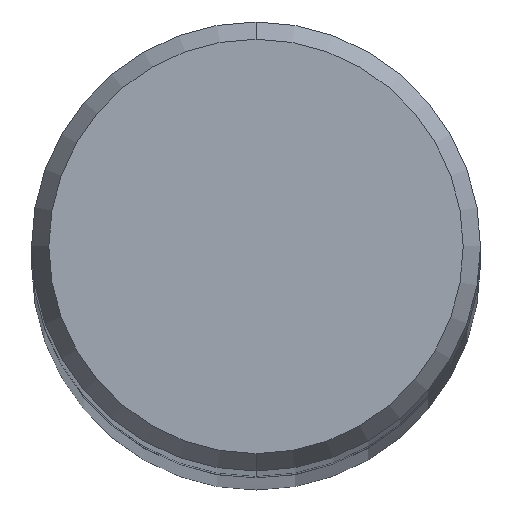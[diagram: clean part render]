
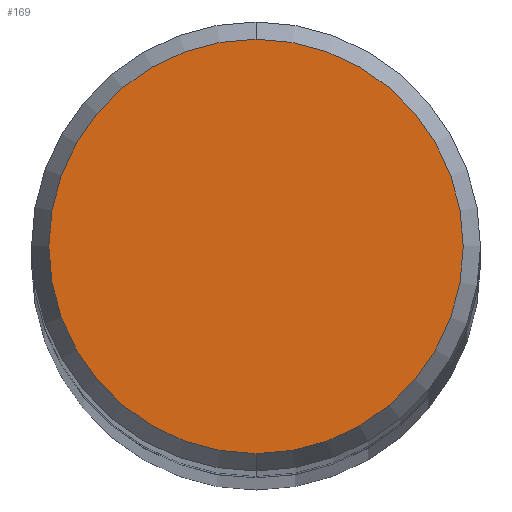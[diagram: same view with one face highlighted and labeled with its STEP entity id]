
A CAD part, top view. The second image highlights one B-rep face of the part: STEP entity #169.
In plain terms, the highlighted planar face has unit normal (0, 0, 1).
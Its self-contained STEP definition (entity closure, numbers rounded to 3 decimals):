
#121=VERTEX_POINT('',#273);
#169=ADVANCED_FACE('',(#326),#327,.T.);
#197=EDGE_CURVE('',#121,#211,#359,.T.);
#211=VERTEX_POINT('',#375);
#229=EDGE_CURVE('',#211,#121,#397,.T.);
#273=CARTESIAN_POINT('',(0.0,5.498,0.0));
#326=FACE_OUTER_BOUND('',#509,.T.);
#327=PLANE('',#510);
#359=CIRCLE('',#552,5.498);
#375=CARTESIAN_POINT('',(0.,-5.498,0.0));
#397=CIRCLE('',#599,5.498);
#509=EDGE_LOOP('',(#681,#682));
#510=AXIS2_PLACEMENT_3D('',#683,#684,#685);
#552=AXIS2_PLACEMENT_3D('',#734,#735,#736);
#599=AXIS2_PLACEMENT_3D('',#790,#791,#792);
#681=ORIENTED_EDGE('',*,*,#197,.F.);
#682=ORIENTED_EDGE('',*,*,#229,.F.);
#683=CARTESIAN_POINT('',(0.0,2.749,0.0));
#684=DIRECTION('',(-0.0,0.0,1.0));
#685=DIRECTION('',(0.0,-1.0,0.0));
#734=CARTESIAN_POINT('',(0.0,0.0,0.0));
#735=DIRECTION('',(0.0,0.0,-1.0));
#736=DIRECTION('',(0.0,1.0,0.0));
#790=CARTESIAN_POINT('',(0.0,0.0,0.0));
#791=DIRECTION('',(0.0,0.0,-1.0));
#792=DIRECTION('',(0.0,1.0,0.0));
